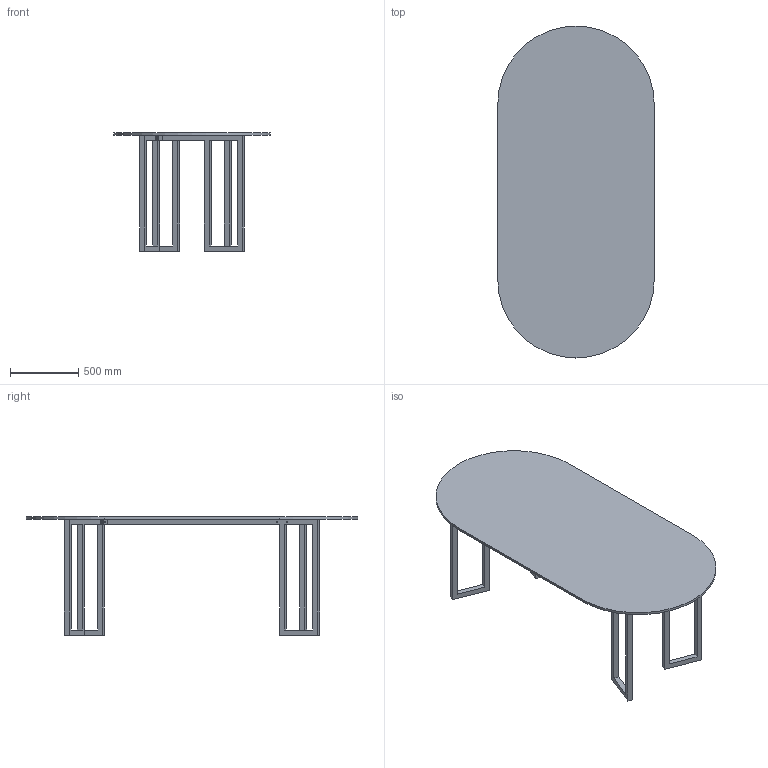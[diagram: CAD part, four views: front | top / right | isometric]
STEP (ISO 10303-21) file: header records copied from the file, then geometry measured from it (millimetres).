
FILE_DESCRIPTION(('CATIA V5 STEP Exchange'),'2;1');
FILE_NAME('Mesa completa.stp','2024-07-06T23:30:22+00:00',('none'),('none'),'CATIA Version 5 Release 20 GA (IN-10)','CATIA V5 STEP AP203','none');
FILE_SCHEMA(('CONFIG_CONTROL_DESIGN'));
Length unit declared in the file: millimetre
Products named in the file (1): Part8
Bounding box: 1150 x 2440 x 870 mm (x, y, z)
Volume: 61012651.1 mm3; surface area: 6807111.9 mm2
Topology: 4 solids, 4 shells, 92 faces, 252 edges, 168 vertices
Faces by surface type: plane 54, cylinder 38
Entity records: 2870 total; most frequent: ORIENTED_EDGE 504, CARTESIAN_POINT 499, DIRECTION 408, EDGE_CURVE 252, VECTOR 176, LINE 176, VERTEX_POINT 168, AXIS2_PLACEMENT_3D 155
